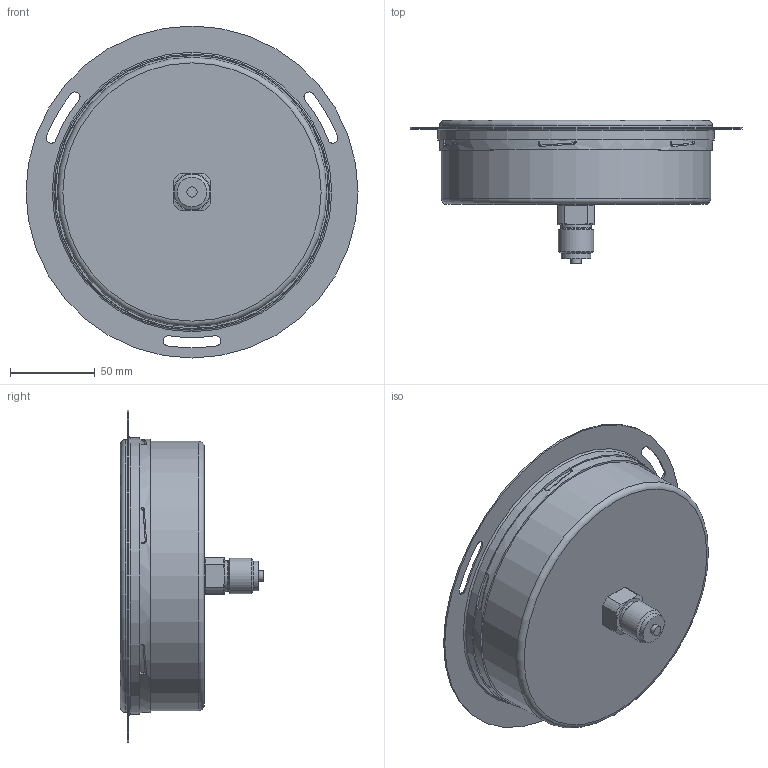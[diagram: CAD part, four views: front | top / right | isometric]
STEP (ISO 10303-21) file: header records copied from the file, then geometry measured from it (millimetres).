
FILE_DESCRIPTION(/* description */ (''),/* implementation_level */ '2;1');
FILE_NAME(/* name */ 'KP160Ch_D432_351XX432.stp',/* time_stamp */ '2018-01-16T10:18:19+01:00',/* author */ ('acgl'),/* organization */ (''),/* preprocessor_version */ 'ST-DEVELOPER v15.6',/* originating_system */ 'Autodesk Inventor 2015',/* authorisation */ '');
FILE_SCHEMA (('AUTOMOTIVE_DESIGN { 1 0 10303 214 3 1 1 }'));
Length unit declared in the file: centimetre
Products named in the file (1): KP160Ch_D432_351XX432
Bounding box: 196 x 84.5 x 196 mm (x, y, z)
Volume: 960652.3 mm3; surface area: 87271.5 mm2
Topology: 1 solids, 1 shells, 129 faces, 317 edges, 198 vertices
Faces by surface type: bspline 48, cylinder 44, plane 26, cone 6, torus 5
Full cylindrical faces by diameter (mm): 6 x1, 17.5 x1, 18 x1, 20.96 x1, 21 x1, 159 x1, 161.3 x2, 163 x1, 196 x1
Entity records: 4954 total; most frequent: CARTESIAN_POINT 2076, ORIENTED_EDGE 592, DIRECTION 470, EDGE_CURVE 296, AXIS2_PLACEMENT_3D 196, VERTEX_POINT 194, EDGE_LOOP 160, FACE_OUTER_BOUND 129
